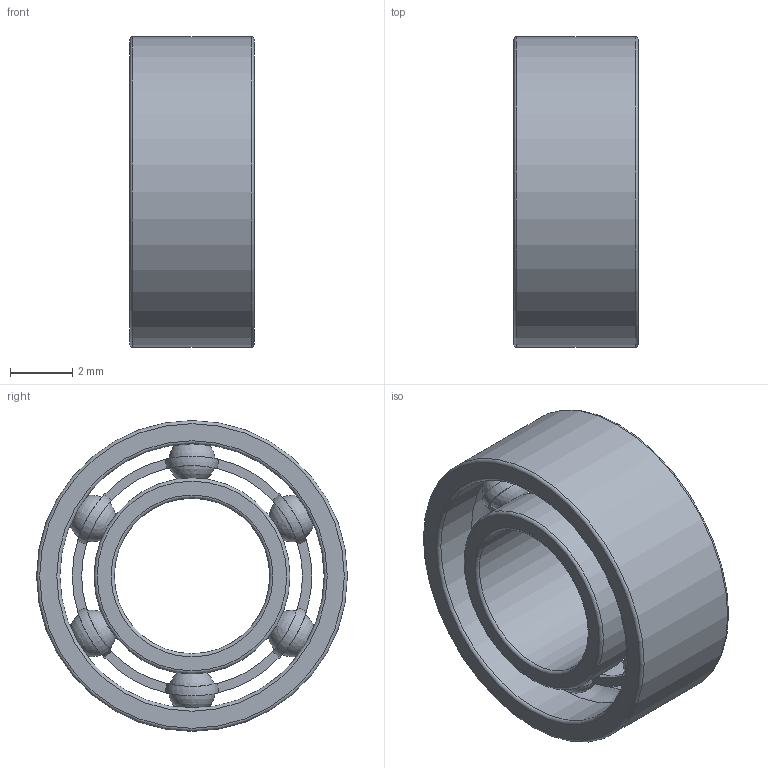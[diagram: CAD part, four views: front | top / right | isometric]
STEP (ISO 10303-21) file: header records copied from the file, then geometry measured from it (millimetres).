
FILE_DESCRIPTION(/* description */ (''),/* implementation_level */ '2;1');
FILE_NAME(/* name */ 'Bearing v1.stp',/* time_stamp */ '2022-06-18T23:09:30+02:00',/* author */ (''),/* organization */ (''),/* preprocessor_version */ 'ST-DEVELOPER v19',/* originating_system */ 'Autodesk Translation Framework v11.7.0.108',/* authorisation */ '');
FILE_SCHEMA (('AUTOMOTIVE_DESIGN { 1 0 10303 214 3 1 1 }'));
Length unit declared in the file: millimetre
Products named in the file (1): Bearing
Bounding box: 4 x 10 x 10 mm (x, y, z)
Volume: 138.7 mm3; surface area: 516.9 mm2
Topology: 9 solids, 9 shells, 58 faces, 174 edges, 120 vertices
Faces by surface type: sphere 24, plane 16, torus 10, cylinder 8
Full cylindrical faces by diameter (mm): 5 x1, 6.3 x2, 7.1 x1, 7.7 x1, 8.5 x2, 10 x1
Entity records: 2943 total; most frequent: CARTESIAN_POINT 1361, ORIENTED_EDGE 324, DIRECTION 314, EDGE_CURVE 162, AXIS2_PLACEMENT_3D 153, VERTEX_POINT 120, CIRCLE 94, EDGE_LOOP 74
